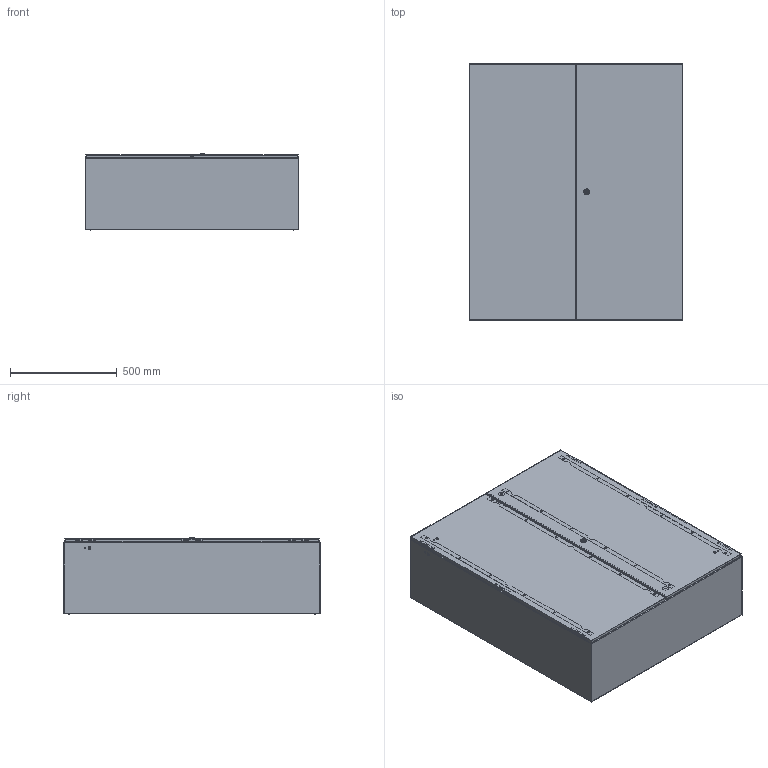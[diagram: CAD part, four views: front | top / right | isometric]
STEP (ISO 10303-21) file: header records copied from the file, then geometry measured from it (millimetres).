
FILE_DESCRIPTION (( 'STEP AP214' ), '1' );
FILE_NAME ('3351-1012-35-10.step', '2024-01-10T07:27:43', ( '' ), ( '' ), 'SwSTEP 2.0', 'SolidWorks 2019', '' );
FILE_SCHEMA (( 'AUTOMOTIVE_DESIGN' ));
Length unit declared in the file: millimetre
Products named in the file (7): Tuer2_wgES_3351-1012-05-90; Montageplatte_wg_0331-1012-00-13; 3351-1012-35-10; Montageplattenbeipack_wgES_1012; Korpus_wgES_1012-35; Tuer_gg_wgES_3351-1012-02-90; Tuer_lp_wgES_3351-1012-01-90
Assembly tree (6 placements, depth 3):
  3351-1012-35-10
    Korpus_wgES_1012-35
    Tuer2_wgES_3351-1012-05-90
      Tuer_gg_wgES_3351-1012-02-90
      Tuer_lp_wgES_3351-1012-01-90
    Montageplatte_wg_0331-1012-00-13
    Montageplattenbeipack_wgES_1012
Bounding box: 1000 x 1200 x 356.5 mm (x, y, z)
Volume: 10259423.3 mm3; surface area: 11106033.3 mm2
Topology: 57 solids, 57 shells, 2937 faces, 7413 edges, 4798 vertices
Faces by surface type: plane 1557, cylinder 1222, cone 66, torus 60, sphere 32
Entity records: 94277 total; most frequent: CARTESIAN_POINT 16278, DIRECTION 15875, ORIENTED_EDGE 14730, EDGE_CURVE 7365, AXIS2_PLACEMENT_3D 5739, VERTEX_POINT 4774, LINE 4397, VECTOR 4397
